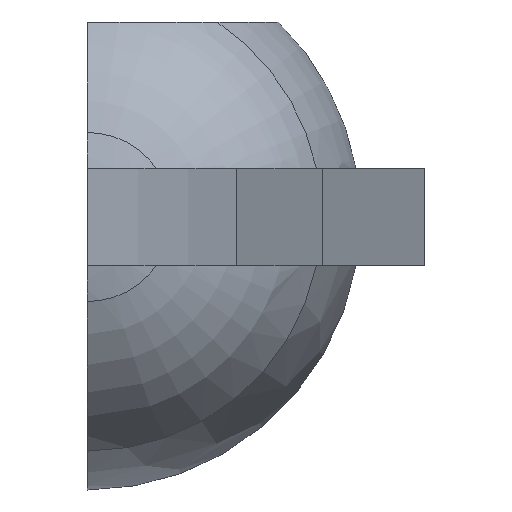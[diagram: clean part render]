
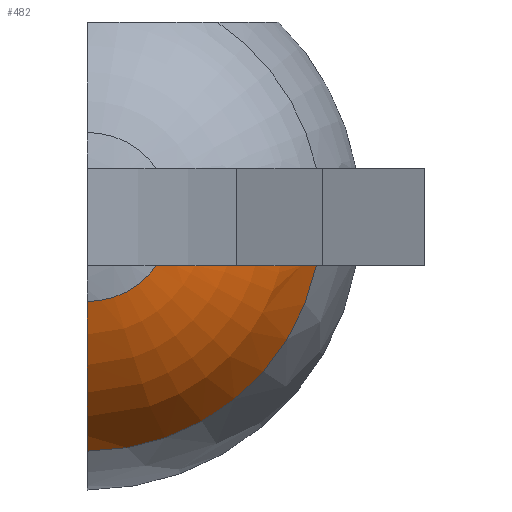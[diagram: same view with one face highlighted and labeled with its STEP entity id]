
A CAD part, front view. The second image highlights one B-rep face of the part: STEP entity #482.
In plain terms, the highlighted face is a revolution surface.
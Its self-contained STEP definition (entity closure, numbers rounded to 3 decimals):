
#152=CARTESIAN_POINT('Axis2P3D Location',(0.,-11.316,0.)) ;
#156=CARTESIAN_POINT('Vertex',(11.743,-11.316,-2.5)) ;
#158=CARTESIAN_POINT('Vertex',(0.,-11.316,-12.006)) ;
#439=CARTESIAN_POINT('Control Point',(-4.335,-18.503,0.)) ;
#440=CARTESIAN_POINT('Control Point',(-6.934,-17.7,0.)) ;
#441=CARTESIAN_POINT('Control Point',(-9.295,-16.109,0.)) ;
#442=CARTESIAN_POINT('Control Point',(-11.036,-13.857,0.)) ;
#443=CARTESIAN_POINT('Control Point',(-12.006,-11.316,0.)) ;
#444=CARTESIAN_POINT('Axis1P Location',(0.,-7.037,0.)) ;
#448=CARTESIAN_POINT('Axis2P3D Location',(0.,-18.503,0.)) ;
#452=CARTESIAN_POINT('Vertex',(3.542,-18.503,-2.5)) ;
#454=CARTESIAN_POINT('Vertex',(0.,-18.503,-4.335)) ;
#457=CARTESIAN_POINT('Axis2P3D Location',(0.,-7.037,-0.795)) ;
#463=CARTESIAN_POINT('Control Point',(11.743,-11.316,-2.5)) ;
#464=CARTESIAN_POINT('Control Point',(11.344,-12.337,-2.5)) ;
#465=CARTESIAN_POINT('Control Point',(10.827,-13.313,-2.5)) ;
#466=CARTESIAN_POINT('Control Point',(10.197,-14.225,-2.5)) ;
#467=CARTESIAN_POINT('Control Point',(9.02,-15.563,-2.5)) ;
#468=CARTESIAN_POINT('Control Point',(7.609,-16.662,-2.5)) ;
#469=CARTESIAN_POINT('Control Point',(7.045,-17.04,-2.5)) ;
#470=CARTESIAN_POINT('Control Point',(6.04,-17.614,-2.5)) ;
#471=CARTESIAN_POINT('Control Point',(4.958,-18.069,-2.5)) ;
#472=CARTESIAN_POINT('Control Point',(4.5,-18.235,-2.5)) ;
#473=CARTESIAN_POINT('Control Point',(4.029,-18.38,-2.5)) ;
#474=CARTESIAN_POINT('Control Point',(3.542,-18.503,-2.5)) ;
#153=DIRECTION('Axis2P3D Direction',(0.,1.,0.)) ;
#445=DIRECTION('Axis1P Direction',(-0.,-1.,-0.)) ;
#449=DIRECTION('Axis2P3D Direction',(0.,1.,0.)) ;
#458=DIRECTION('Axis2P3D Direction',(1.,0.,0.)) ;
#154=AXIS2_PLACEMENT_3D('Circle Axis2P3D',#152,#153,$) ;
#450=AXIS2_PLACEMENT_3D('Circle Axis2P3D',#448,#449,$) ;
#459=AXIS2_PLACEMENT_3D('Circle Axis2P3D',#457,#458,$) ;
#477=ORIENTED_EDGE('',*,*,#456,.T.) ;
#478=ORIENTED_EDGE('',*,*,#461,.F.) ;
#479=ORIENTED_EDGE('',*,*,#160,.F.) ;
#480=ORIENTED_EDGE('',*,*,#475,.T.) ;
#482=ADVANCED_FACE('PartBody',(#481),#447,.F.) ;
#446=AXIS1_PLACEMENT('Revolution Surface Axis1P',#444,#445) ;
#438=B_SPLINE_CURVE_WITH_KNOTS('',4,(#439,#440,#441,#442,#443),.UNSPECIFIED.,.F.,.U.,(5,5),(-15.256,-4.376),.UNSPECIFIED.) ;
#462=B_SPLINE_CURVE_WITH_KNOTS('',5,(#463,#464,#465,#466,#467,#468,#469,#470,#471,#472,#473,#474),.UNSPECIFIED.,.F.,.U.,(6,3,3,6),(0.,7.738,12.442,15.718),.UNSPECIFIED.) ;
#155=CIRCLE('generated circle',#154,12.006) ;
#451=CIRCLE('generated circle',#450,4.335) ;
#460=CIRCLE('generated circle',#459,12.) ;
#160=EDGE_CURVE('',#157,#159,#155,.T.) ;
#456=EDGE_CURVE('',#453,#455,#451,.T.) ;
#461=EDGE_CURVE('',#159,#455,#460,.F.) ;
#475=EDGE_CURVE('',#157,#453,#462,.T.) ;
#476=EDGE_LOOP('',(#477,#478,#479,#480)) ;
#481=FACE_OUTER_BOUND('',#476,.T.) ;
#447=SURFACE_OF_REVOLUTION('homeo Torus',#438,#446) ;
#157=VERTEX_POINT('',#156) ;
#159=VERTEX_POINT('',#158) ;
#453=VERTEX_POINT('',#452) ;
#455=VERTEX_POINT('',#454) ;
